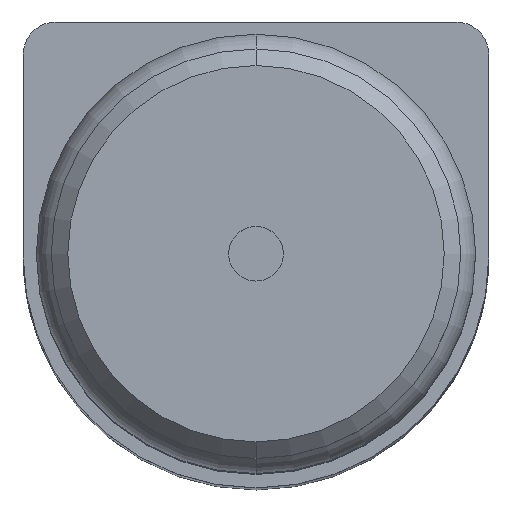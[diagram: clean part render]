
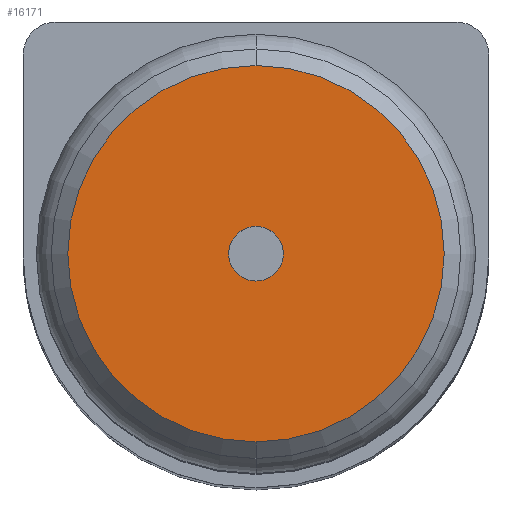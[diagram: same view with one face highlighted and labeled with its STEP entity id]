
A CAD part, top view. The second image highlights one B-rep face of the part: STEP entity #16171.
In plain terms, the highlighted planar face has unit normal (0, 0, 1).
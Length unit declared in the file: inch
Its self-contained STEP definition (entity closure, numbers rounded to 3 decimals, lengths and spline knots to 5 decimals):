
#597 = EDGE_LOOP ( 'NONE', ( #27250, #14763 ) ) ;
#971 = ORIENTED_EDGE ( 'NONE', *, *, #7781, .F. ) ;
#1389 = FACE_OUTER_BOUND ( 'NONE', #597, .T. ) ;
#1643 = VERTEX_POINT ( 'NONE', #16089 ) ;
#2659 = ORIENTED_EDGE ( 'NONE', *, *, #12980, .F. ) ;
#2712 = CARTESIAN_POINT ( 'NONE',  ( 0., -0.1135, 0. ) ) ;
#2879 = VERTEX_POINT ( 'NONE', #19695 ) ;
#3465 = CIRCLE ( 'NONE', #23872, 0.0165 ) ;
#3611 = DIRECTION ( 'NONE',  ( 0., 0., 1. ) ) ;
#4232 = CIRCLE ( 'NONE', #16116, 0.1135 ) ;
#5395 = CIRCLE ( 'NONE', #9201, 0.0165 ) ;
#6182 = CIRCLE ( 'NONE', #28005, 0.1135 ) ;
#6295 = VERTEX_POINT ( 'NONE', #2712 ) ;
#7212 = AXIS2_PLACEMENT_3D ( 'NONE', #19064, #3611, #28578 ) ;
#7387 = CARTESIAN_POINT ( 'NONE',  ( 0., 0., 0. ) ) ;
#7418 = DIRECTION ( 'NONE',  ( 0., 1., 0. ) ) ;
#7781 = EDGE_CURVE ( 'NONE', #1643, #21252, #5395, .T. ) ;
#9201 = AXIS2_PLACEMENT_3D ( 'NONE', #7387, #14378, #16465 ) ;
#9885 = DIRECTION ( 'NONE',  ( 0., 1., 0. ) ) ;
#9940 = DIRECTION ( 'NONE',  ( 0., 0., -1. ) ) ;
#12384 = PLANE ( 'NONE',  #7212 ) ;
#12980 = EDGE_CURVE ( 'NONE', #21252, #1643, #3465, .T. ) ;
#13311 = CARTESIAN_POINT ( 'NONE',  ( -0.0165, 0., 0. ) ) ;
#13534 = CARTESIAN_POINT ( 'NONE',  ( 0., 0., 0. ) ) ;
#14378 = DIRECTION ( 'NONE',  ( 0., 0., 1. ) ) ;
#14763 = ORIENTED_EDGE ( 'NONE', *, *, #20956, .F. ) ;
#15215 = DIRECTION ( 'NONE',  ( 0., 0., 1. ) ) ;
#16089 = CARTESIAN_POINT ( 'NONE',  ( 0.0165, 0., 0. ) ) ;
#16116 = AXIS2_PLACEMENT_3D ( 'NONE', #16587, #25354, #9885 ) ;
#16171 = ADVANCED_FACE ( 'NONE', ( #26495, #1389 ), #12384, .T. ) ;
#16465 = DIRECTION ( 'NONE',  ( 1., 0., 0. ) ) ;
#16587 = CARTESIAN_POINT ( 'NONE',  ( 0., 0., 0. ) ) ;
#17286 = DIRECTION ( 'NONE',  ( 1., 0., 0. ) ) ;
#19064 = CARTESIAN_POINT ( 'NONE',  ( 0., 0., 0. ) ) ;
#19695 = CARTESIAN_POINT ( 'NONE',  ( 0., 0.1135, 0. ) ) ;
#20956 = EDGE_CURVE ( 'NONE', #6295, #2879, #4232, .T. ) ;
#21252 = VERTEX_POINT ( 'NONE', #13311 ) ;
#23326 = CARTESIAN_POINT ( 'NONE',  ( 0., 0., 0. ) ) ;
#23872 = AXIS2_PLACEMENT_3D ( 'NONE', #13534, #15215, #17286 ) ;
#24523 = EDGE_LOOP ( 'NONE', ( #971, #2659 ) ) ;
#25354 = DIRECTION ( 'NONE',  ( 0., 0., -1. ) ) ;
#26495 = FACE_BOUND ( 'NONE', #24523, .T. ) ;
#27250 = ORIENTED_EDGE ( 'NONE', *, *, #28662, .F. ) ;
#28005 = AXIS2_PLACEMENT_3D ( 'NONE', #23326, #9940, #7418 ) ;
#28578 = DIRECTION ( 'NONE',  ( 0., -1., 0. ) ) ;
#28662 = EDGE_CURVE ( 'NONE', #2879, #6295, #6182, .T. ) ;
